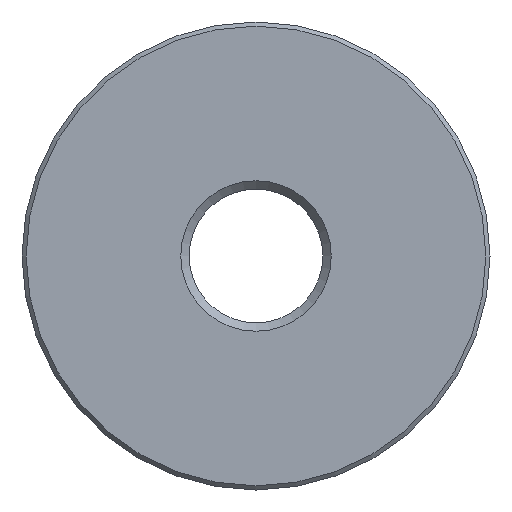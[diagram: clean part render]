
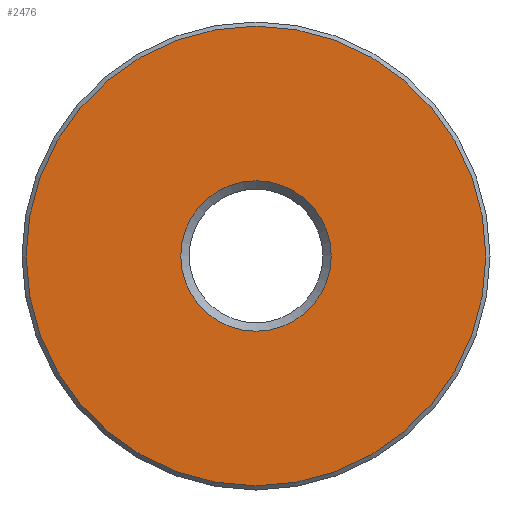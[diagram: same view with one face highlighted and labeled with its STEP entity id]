
A CAD part, left-side view. The second image highlights one B-rep face of the part: STEP entity #2476.
In plain terms, the highlighted planar face has unit normal (-1, 0, 0).
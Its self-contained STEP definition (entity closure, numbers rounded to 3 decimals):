
#26=FACE_BOUND('',#314,.T.);
#35=PLANE('',#2888);
#172=FACE_OUTER_BOUND('',#313,.T.);
#313=EDGE_LOOP('',(#1929));
#314=EDGE_LOOP('',(#1930));
#967=CIRCLE('',#2887,13.75);
#968=CIRCLE('',#2889,4.5);
#1230=VERTEX_POINT('',#4484);
#1231=VERTEX_POINT('',#4488);
#1507=EDGE_CURVE('',#1230,#1230,#967,.T.);
#1508=EDGE_CURVE('',#1231,#1231,#968,.T.);
#1929=ORIENTED_EDGE('',*,*,#1507,.F.);
#1930=ORIENTED_EDGE('',*,*,#1508,.F.);
#2476=ADVANCED_FACE('',(#172,#26),#35,.T.);
#2887=AXIS2_PLACEMENT_3D('',#4486,#3558,#3559);
#2888=AXIS2_PLACEMENT_3D('',#4487,#3560,#3561);
#2889=AXIS2_PLACEMENT_3D('',#4489,#3562,#3563);
#3558=DIRECTION('center_axis',(1.,0.,0.));
#3559=DIRECTION('ref_axis',(0.,-1.,0.));
#3560=DIRECTION('center_axis',(-1.,0.,0.));
#3561=DIRECTION('ref_axis',(0.,0.,1.));
#3562=DIRECTION('center_axis',(-1.,0.,0.));
#3563=DIRECTION('ref_axis',(0.,-1.,0.));
#4484=CARTESIAN_POINT('',(0.,13.75,0.));
#4486=CARTESIAN_POINT('Origin',(0.,0.,0.));
#4487=CARTESIAN_POINT('Origin',(0.,14.,0.));
#4488=CARTESIAN_POINT('',(0.,4.5,0.));
#4489=CARTESIAN_POINT('Origin',(0.,0.,0.));
